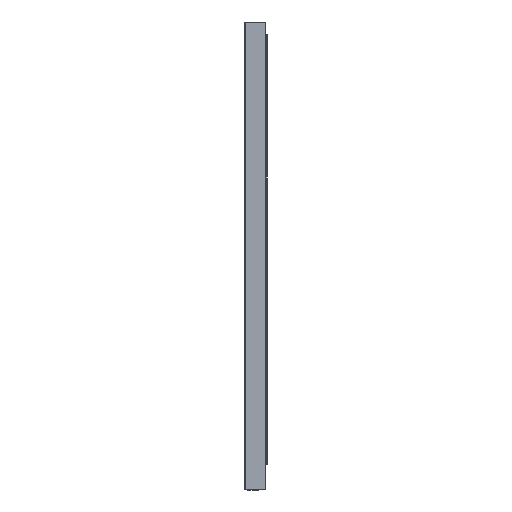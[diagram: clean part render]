
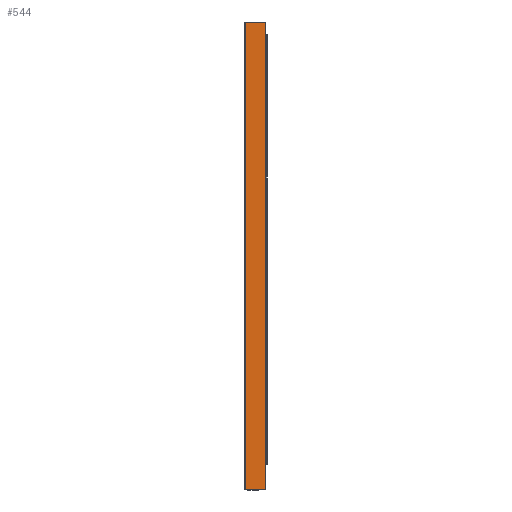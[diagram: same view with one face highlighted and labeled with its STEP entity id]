
A CAD part, front view. The second image highlights one B-rep face of the part: STEP entity #544.
In plain terms, the highlighted planar face has unit normal (0, -1, 0).
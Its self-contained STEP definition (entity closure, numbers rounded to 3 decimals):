
#309 = ORIENTED_EDGE ( 'NONE', *, *, #3259, .F. ) ;
#318 = VECTOR ( 'NONE', #4852, 1000. ) ;
#544 = ADVANCED_FACE ( 'NONE', ( #5892 ), #5226, .T. ) ;
#1397 = EDGE_CURVE ( 'NONE', #6134, #5375, #4375, .T. ) ;
#1855 = DIRECTION ( 'NONE',  ( 1., 0., 0. ) ) ;
#2028 = VECTOR ( 'NONE', #4385, 1000. ) ;
#2125 = DIRECTION ( 'NONE',  ( 0., -1., 0. ) ) ;
#2293 = EDGE_CURVE ( 'NONE', #6429, #3727, #7957, .T. ) ;
#2429 = CARTESIAN_POINT ( 'NONE',  ( 24.2, -40., 0. ) ) ;
#2502 = LINE ( 'NONE', #4999, #2028 ) ;
#2632 = CARTESIAN_POINT ( 'NONE',  ( 0.5, -40., 0. ) ) ;
#2973 = LINE ( 'NONE', #5445, #318 ) ;
#3259 = EDGE_CURVE ( 'NONE', #6134, #6429, #2973, .T. ) ;
#3727 = VERTEX_POINT ( 'NONE', #2429 ) ;
#3769 = ORIENTED_EDGE ( 'NONE', *, *, #6764, .T. ) ;
#3913 = VECTOR ( 'NONE', #1855, 1000. ) ;
#3949 = ORIENTED_EDGE ( 'NONE', *, *, #1397, .T. ) ;
#4184 = VECTOR ( 'NONE', #5633, 1000. ) ;
#4375 = LINE ( 'NONE', #6260, #3913 ) ;
#4385 = DIRECTION ( 'NONE',  ( 0., 0., 1. ) ) ;
#4640 = CARTESIAN_POINT ( 'NONE',  ( 24.2, -40., -550. ) ) ;
#4852 = DIRECTION ( 'NONE',  ( 0., 0., 1. ) ) ;
#4999 = CARTESIAN_POINT ( 'NONE',  ( 24.2, -40., -550. ) ) ;
#5226 = PLANE ( 'NONE',  #7896 ) ;
#5375 = VERTEX_POINT ( 'NONE', #4640 ) ;
#5445 = CARTESIAN_POINT ( 'NONE',  ( 0.5, -40., -550. ) ) ;
#5626 = CARTESIAN_POINT ( 'NONE',  ( 0.5, -40., -550. ) ) ;
#5633 = DIRECTION ( 'NONE',  ( 1., 0., 0. ) ) ;
#5797 = DIRECTION ( 'NONE',  ( 0., 0., -1. ) ) ;
#5892 = FACE_OUTER_BOUND ( 'NONE', #8012, .T. ) ;
#6134 = VERTEX_POINT ( 'NONE', #5626 ) ;
#6260 = CARTESIAN_POINT ( 'NONE',  ( 0.5, -40., -550. ) ) ;
#6429 = VERTEX_POINT ( 'NONE', #6436 ) ;
#6436 = CARTESIAN_POINT ( 'NONE',  ( 0.5, -40., 0. ) ) ;
#6764 = EDGE_CURVE ( 'NONE', #5375, #3727, #2502, .T. ) ;
#7687 = CARTESIAN_POINT ( 'NONE',  ( 0.5, -40., -550. ) ) ;
#7877 = ORIENTED_EDGE ( 'NONE', *, *, #2293, .F. ) ;
#7896 = AXIS2_PLACEMENT_3D ( 'NONE', #7687, #2125, #5797 ) ;
#7957 = LINE ( 'NONE', #2632, #4184 ) ;
#8012 = EDGE_LOOP ( 'NONE', ( #7877, #309, #3949, #3769 ) ) ;
